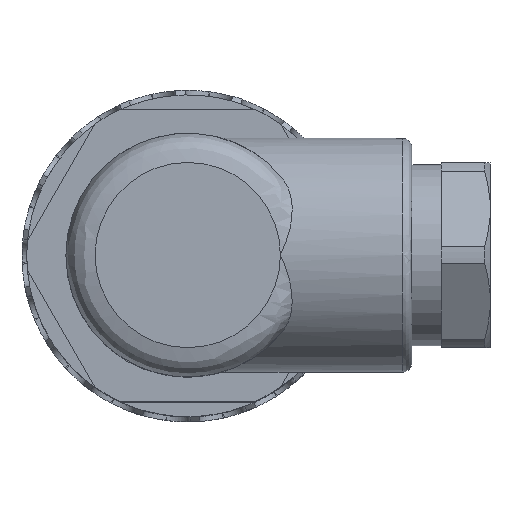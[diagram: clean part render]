
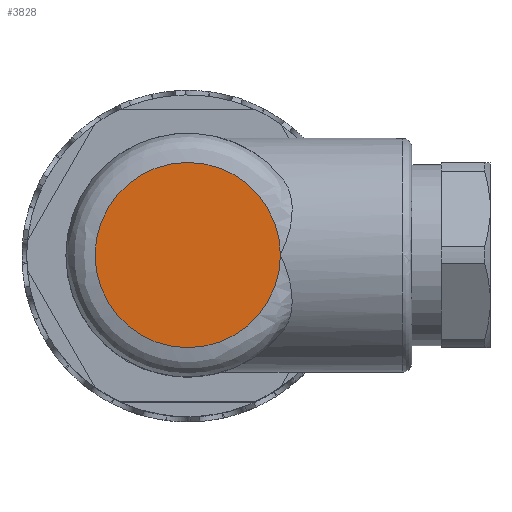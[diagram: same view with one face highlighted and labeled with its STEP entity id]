
A CAD part, top view. The second image highlights one B-rep face of the part: STEP entity #3828.
In plain terms, the highlighted planar face has unit normal (0, 0, 1).
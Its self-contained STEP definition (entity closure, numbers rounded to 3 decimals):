
#3828=ADVANCED_FACE('',(#4737),#4380,.T.);
#4380=PLANE('',#13085);
#4737=FACE_OUTER_BOUND('',#5291,.T.);
#5291=EDGE_LOOP('',(#6325,#6326));
#5937=CIRCLE('',#13083,9.5);
#5938=CIRCLE('',#13084,9.5);
#6325=ORIENTED_EDGE('',*,*,#10130,.T.);
#6326=ORIENTED_EDGE('',*,*,#10131,.T.);
#9147=VERTEX_POINT('',#16588);
#9148=VERTEX_POINT('',#16589);
#10130=EDGE_CURVE('',#9147,#9148,#5937,.T.);
#10131=EDGE_CURVE('',#9148,#9147,#5938,.T.);
#13083=AXIS2_PLACEMENT_3D('',#16587,#13979,#13980);
#13084=AXIS2_PLACEMENT_3D('',#16590,#13981,#13982);
#13085=AXIS2_PLACEMENT_3D('',#16591,#13983,#13984);
#13979=DIRECTION('',(0.,0.,1.));
#13980=DIRECTION('',(-1.,0.,0.));
#13981=DIRECTION('',(0.,0.,1.));
#13982=DIRECTION('',(1.,0.,0.));
#13983=DIRECTION('',(0.,0.,1.));
#13984=DIRECTION('',(-1.,0.,0.));
#16587=CARTESIAN_POINT('',(0.,0.,77.2));
#16588=CARTESIAN_POINT('',(-9.5,0.,77.2));
#16589=CARTESIAN_POINT('',(9.5,0.,77.2));
#16590=CARTESIAN_POINT('',(0.,0.,77.2));
#16591=CARTESIAN_POINT('',(10.45,10.45,77.2));
